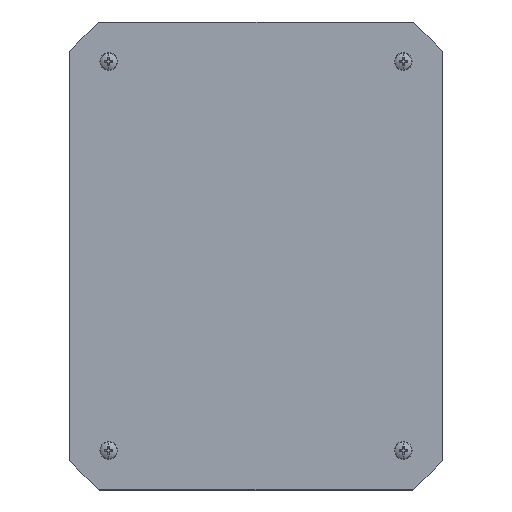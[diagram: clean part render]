
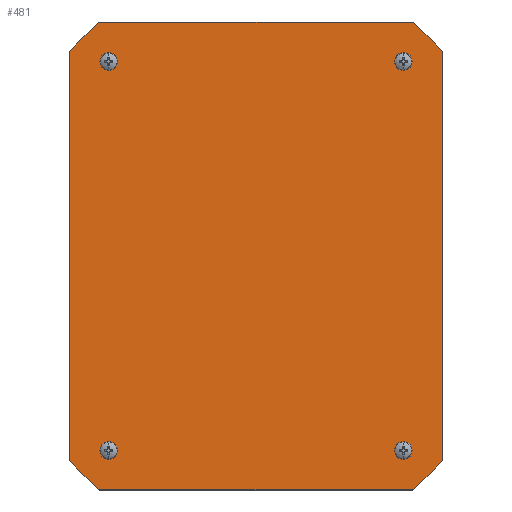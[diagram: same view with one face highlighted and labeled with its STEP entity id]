
A CAD part, top view. The second image highlights one B-rep face of the part: STEP entity #481.
In plain terms, the highlighted face is planar.
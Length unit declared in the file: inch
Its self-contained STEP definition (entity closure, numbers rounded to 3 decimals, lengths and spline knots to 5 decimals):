
#2=CARTESIAN_POINT('',(3.125,0.,-4.125));
#3=DIRECTION('',(0.,1.,0.));
#4=DIRECTION('',(1.,0.,0.));
#5=AXIS2_PLACEMENT_3D('',#2,#3,#4);
#7=CARTESIAN_POINT('',(3.125,0.,-4.125));
#8=DIRECTION('',(0.,1.,0.));
#9=DIRECTION('',(-1.,0.,0.));
#10=AXIS2_PLACEMENT_3D('',#7,#8,#9);
#12=CARTESIAN_POINT('',(-3.125,0.,-4.125));
#13=DIRECTION('',(0.,1.,0.));
#14=DIRECTION('',(1.,0.,0.));
#15=AXIS2_PLACEMENT_3D('',#12,#13,#14);
#17=CARTESIAN_POINT('',(-3.125,0.,-4.125));
#18=DIRECTION('',(0.,1.,0.));
#19=DIRECTION('',(-1.,0.,0.));
#20=AXIS2_PLACEMENT_3D('',#17,#18,#19);
#22=CARTESIAN_POINT('',(-3.125,0.,4.125));
#23=DIRECTION('',(0.,1.,0.));
#24=DIRECTION('',(1.,0.,0.));
#25=AXIS2_PLACEMENT_3D('',#22,#23,#24);
#27=CARTESIAN_POINT('',(-3.125,0.,4.125));
#28=DIRECTION('',(0.,1.,0.));
#29=DIRECTION('',(-1.,0.,0.));
#30=AXIS2_PLACEMENT_3D('',#27,#28,#29);
#32=CARTESIAN_POINT('',(3.125,0.,4.125));
#33=DIRECTION('',(0.,1.,0.));
#34=DIRECTION('',(1.,0.,0.));
#35=AXIS2_PLACEMENT_3D('',#32,#33,#34);
#37=CARTESIAN_POINT('',(3.125,0.,4.125));
#38=DIRECTION('',(0.,1.,0.));
#39=DIRECTION('',(-1.,0.,0.));
#40=AXIS2_PLACEMENT_3D('',#37,#38,#39);
#42=CARTESIAN_POINT('',(3.925,0.,-4.31843));
#43=DIRECTION('',(0.,-1.,0.));
#44=DIRECTION('',(0.707,0.,-0.707));
#45=AXIS2_PLACEMENT_3D('',#42,#43,#44);
#47=DIRECTION('',(0.707,0.,0.707));
#48=VECTOR('',#47,0.85782);
#49=CARTESIAN_POINT('',(3.34672,0.,-4.95328));
#50=LINE('',#49,#48);
#51=CARTESIAN_POINT('',(3.31843,0.,-4.925));
#52=DIRECTION('',(0.,-1.,0.));
#53=DIRECTION('',(0.,0.,-1.));
#54=AXIS2_PLACEMENT_3D('',#51,#52,#53);
#56=DIRECTION('',(-1.,0.,0.));
#57=VECTOR('',#56,6.63686);
#58=CARTESIAN_POINT('',(3.31843,0.,-4.965));
#59=LINE('',#58,#57);
#60=CARTESIAN_POINT('',(-3.31843,0.,-4.925));
#61=DIRECTION('',(0.,-1.,0.));
#62=DIRECTION('',(-0.707,0.,-0.707));
#63=AXIS2_PLACEMENT_3D('',#60,#61,#62);
#65=DIRECTION('',(0.707,0.,-0.707));
#66=VECTOR('',#65,0.85782);
#67=CARTESIAN_POINT('',(-3.95328,0.,-4.34672));
#68=LINE('',#67,#66);
#69=CARTESIAN_POINT('',(-3.925,0.,-4.31843));
#70=DIRECTION('',(0.,-1.,0.));
#71=DIRECTION('',(-1.,0.,0.));
#72=AXIS2_PLACEMENT_3D('',#69,#70,#71);
#74=DIRECTION('',(0.,0.,1.));
#75=VECTOR('',#74,8.63686);
#76=CARTESIAN_POINT('',(-3.965,0.,-4.31843));
#77=LINE('',#76,#75);
#78=CARTESIAN_POINT('',(-3.925,0.,4.31843));
#79=DIRECTION('',(0.,-1.,0.));
#80=DIRECTION('',(-0.707,0.,0.707));
#81=AXIS2_PLACEMENT_3D('',#78,#79,#80);
#83=DIRECTION('',(-0.707,0.,-0.707));
#84=VECTOR('',#83,0.85782);
#85=CARTESIAN_POINT('',(-3.34672,0.,4.95328));
#86=LINE('',#85,#84);
#87=CARTESIAN_POINT('',(-3.31843,0.,4.925));
#88=DIRECTION('',(0.,-1.,0.));
#89=DIRECTION('',(0.,0.,1.));
#90=AXIS2_PLACEMENT_3D('',#87,#88,#89);
#92=DIRECTION('',(1.,0.,0.));
#93=VECTOR('',#92,6.63686);
#94=CARTESIAN_POINT('',(-3.31843,0.,4.965));
#95=LINE('',#94,#93);
#96=CARTESIAN_POINT('',(3.31843,0.,4.925));
#97=DIRECTION('',(0.,-1.,0.));
#98=DIRECTION('',(0.707,0.,0.707));
#99=AXIS2_PLACEMENT_3D('',#96,#97,#98);
#101=DIRECTION('',(-0.707,0.,0.707));
#102=VECTOR('',#101,0.85782);
#103=CARTESIAN_POINT('',(3.95328,0.,4.34672));
#104=LINE('',#103,#102);
#105=CARTESIAN_POINT('',(3.925,0.,4.31843));
#106=DIRECTION('',(0.,-1.,0.));
#107=DIRECTION('',(1.,0.,0.));
#108=AXIS2_PLACEMENT_3D('',#105,#106,#107);
#110=DIRECTION('',(0.,0.,-1.));
#111=VECTOR('',#110,8.63686);
#112=CARTESIAN_POINT('',(3.965,0.,4.31843));
#113=LINE('',#112,#111);
#322=CARTESIAN_POINT('',(3.25,0.,-4.125));
#323=CARTESIAN_POINT('',(3.,0.,-4.125));
#324=VERTEX_POINT('',#322);
#325=VERTEX_POINT('',#323);
#326=CARTESIAN_POINT('',(-3.,0.,-4.125));
#327=CARTESIAN_POINT('',(-3.25,0.,-4.125));
#328=VERTEX_POINT('',#326);
#329=VERTEX_POINT('',#327);
#330=CARTESIAN_POINT('',(-3.,0.,4.125));
#331=CARTESIAN_POINT('',(-3.25,0.,4.125));
#332=VERTEX_POINT('',#330);
#333=VERTEX_POINT('',#331);
#334=CARTESIAN_POINT('',(3.25,0.,4.125));
#335=CARTESIAN_POINT('',(3.,0.,4.125));
#336=VERTEX_POINT('',#334);
#337=VERTEX_POINT('',#335);
#358=CARTESIAN_POINT('',(3.95328,0.,-4.34672));
#359=VERTEX_POINT('',#358);
#360=CARTESIAN_POINT('',(3.965,0.,-4.31843));
#361=VERTEX_POINT('',#360);
#362=CARTESIAN_POINT('',(3.31843,0.,-4.965));
#363=CARTESIAN_POINT('',(3.34672,0.,-4.95328));
#364=VERTEX_POINT('',#362);
#365=VERTEX_POINT('',#363);
#370=CARTESIAN_POINT('',(-3.965,0.,-4.31843));
#371=CARTESIAN_POINT('',(-3.95328,0.,-4.34672));
#372=VERTEX_POINT('',#370);
#373=VERTEX_POINT('',#371);
#382=CARTESIAN_POINT('',(-3.34672,0.,-4.95328));
#383=VERTEX_POINT('',#382);
#384=CARTESIAN_POINT('',(-3.31843,0.,-4.965));
#385=VERTEX_POINT('',#384);
#390=CARTESIAN_POINT('',(-3.95328,0.,4.34672));
#391=VERTEX_POINT('',#390);
#392=CARTESIAN_POINT('',(-3.965,0.,4.31843));
#393=VERTEX_POINT('',#392);
#394=CARTESIAN_POINT('',(-3.31843,0.,4.965));
#395=CARTESIAN_POINT('',(-3.34672,0.,4.95328));
#396=VERTEX_POINT('',#394);
#397=VERTEX_POINT('',#395);
#406=CARTESIAN_POINT('',(3.34672,0.,4.95328));
#407=VERTEX_POINT('',#406);
#408=CARTESIAN_POINT('',(3.31843,0.,4.965));
#409=VERTEX_POINT('',#408);
#410=CARTESIAN_POINT('',(3.965,0.,4.31843));
#411=CARTESIAN_POINT('',(3.95328,0.,4.34672));
#412=VERTEX_POINT('',#410);
#413=VERTEX_POINT('',#411);
#418=CARTESIAN_POINT('',(0.,0.,0.));
#419=DIRECTION('',(0.,1.,0.));
#420=DIRECTION('',(1.,0.,0.));
#421=AXIS2_PLACEMENT_3D('',#418,#419,#420);
#422=PLANE('',#421);
#424=ORIENTED_EDGE('',*,*,#423,.F.);
#426=ORIENTED_EDGE('',*,*,#425,.F.);
#428=ORIENTED_EDGE('',*,*,#427,.F.);
#430=ORIENTED_EDGE('',*,*,#429,.T.);
#432=ORIENTED_EDGE('',*,*,#431,.F.);
#434=ORIENTED_EDGE('',*,*,#433,.F.);
#436=ORIENTED_EDGE('',*,*,#435,.F.);
#438=ORIENTED_EDGE('',*,*,#437,.T.);
#440=ORIENTED_EDGE('',*,*,#439,.F.);
#442=ORIENTED_EDGE('',*,*,#441,.F.);
#444=ORIENTED_EDGE('',*,*,#443,.F.);
#446=ORIENTED_EDGE('',*,*,#445,.T.);
#448=ORIENTED_EDGE('',*,*,#447,.F.);
#450=ORIENTED_EDGE('',*,*,#449,.F.);
#452=ORIENTED_EDGE('',*,*,#451,.F.);
#454=ORIENTED_EDGE('',*,*,#453,.T.);
#455=EDGE_LOOP('',(#424,#426,#428,#430,#432,#434,#436,#438,#440,#442,#444,#446,
#448,#450,#452,#454));
#456=FACE_OUTER_BOUND('',#455,.F.);
#458=ORIENTED_EDGE('',*,*,#457,.F.);
#460=ORIENTED_EDGE('',*,*,#459,.F.);
#461=EDGE_LOOP('',(#458,#460));
#462=FACE_BOUND('',#461,.F.);
#464=ORIENTED_EDGE('',*,*,#463,.F.);
#466=ORIENTED_EDGE('',*,*,#465,.F.);
#467=EDGE_LOOP('',(#464,#466));
#468=FACE_BOUND('',#467,.F.);
#470=ORIENTED_EDGE('',*,*,#469,.F.);
#472=ORIENTED_EDGE('',*,*,#471,.F.);
#473=EDGE_LOOP('',(#470,#472));
#474=FACE_BOUND('',#473,.F.);
#476=ORIENTED_EDGE('',*,*,#475,.F.);
#478=ORIENTED_EDGE('',*,*,#477,.F.);
#479=EDGE_LOOP('',(#476,#478));
#480=FACE_BOUND('',#479,.F.);
#481=ADVANCED_FACE('',(#456,#462,#468,#474,#480),#422,.F.);
#6=CIRCLE('',#5,0.125);
#11=CIRCLE('',#10,0.125);
#16=CIRCLE('',#15,0.125);
#21=CIRCLE('',#20,0.125);
#26=CIRCLE('',#25,0.125);
#31=CIRCLE('',#30,0.125);
#36=CIRCLE('',#35,0.125);
#41=CIRCLE('',#40,0.125);
#46=CIRCLE('',#45,0.04);
#55=CIRCLE('',#54,0.04);
#64=CIRCLE('',#63,0.04);
#73=CIRCLE('',#72,0.04);
#82=CIRCLE('',#81,0.04);
#91=CIRCLE('',#90,0.04);
#100=CIRCLE('',#99,0.04);
#109=CIRCLE('',#108,0.04);
#423=EDGE_CURVE('',#359,#361,#46,.T.);
#425=EDGE_CURVE('',#365,#359,#50,.T.);
#427=EDGE_CURVE('',#364,#365,#55,.T.);
#429=EDGE_CURVE('',#364,#385,#59,.T.);
#431=EDGE_CURVE('',#383,#385,#64,.T.);
#433=EDGE_CURVE('',#373,#383,#68,.T.);
#435=EDGE_CURVE('',#372,#373,#73,.T.);
#437=EDGE_CURVE('',#372,#393,#77,.T.);
#439=EDGE_CURVE('',#391,#393,#82,.T.);
#441=EDGE_CURVE('',#397,#391,#86,.T.);
#443=EDGE_CURVE('',#396,#397,#91,.T.);
#445=EDGE_CURVE('',#396,#409,#95,.T.);
#447=EDGE_CURVE('',#407,#409,#100,.T.);
#449=EDGE_CURVE('',#413,#407,#104,.T.);
#451=EDGE_CURVE('',#412,#413,#109,.T.);
#453=EDGE_CURVE('',#412,#361,#113,.T.);
#457=EDGE_CURVE('',#328,#329,#16,.T.);
#459=EDGE_CURVE('',#329,#328,#21,.T.);
#463=EDGE_CURVE('',#332,#333,#26,.T.);
#465=EDGE_CURVE('',#333,#332,#31,.T.);
#469=EDGE_CURVE('',#336,#337,#36,.T.);
#471=EDGE_CURVE('',#337,#336,#41,.T.);
#475=EDGE_CURVE('',#324,#325,#6,.T.);
#477=EDGE_CURVE('',#325,#324,#11,.T.);
